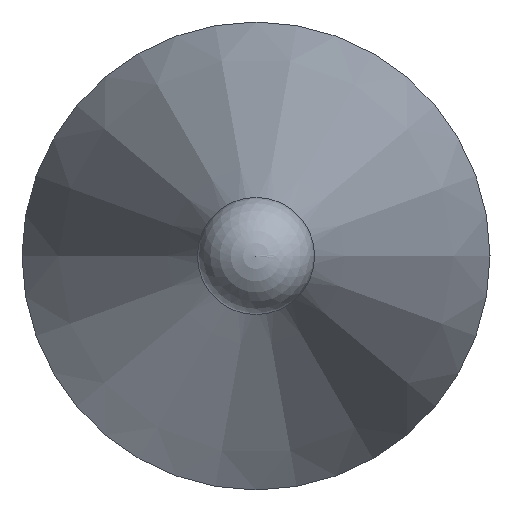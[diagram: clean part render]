
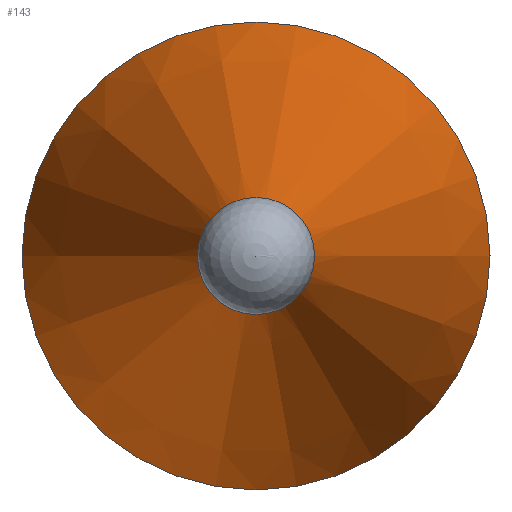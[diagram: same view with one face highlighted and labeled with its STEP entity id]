
A CAD part, front view. The second image highlights one B-rep face of the part: STEP entity #143.
In plain terms, the highlighted conical face has half-angle 15 degrees and reference radius 0.45 mm.
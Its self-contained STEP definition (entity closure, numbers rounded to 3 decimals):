
#109=CARTESIAN_POINT('',(-2.,15.785,0.0));
#110=VERTEX_POINT('',#109);
#111=CARTESIAN_POINT('',(0.,15.785,0.0));
#112=DIRECTION('',(0.,1.0,0.0));
#113=DIRECTION('',(-1.0,0.,0.0));
#114=AXIS2_PLACEMENT_3D('',#111,#112,#113);
#115=CIRCLE('',#114,2.0);
#116=EDGE_CURVE('',#110,#110,#115,.T.);
#124=CARTESIAN_POINT('',(0.,10.0,0.0));
#125=DIRECTION('',(0.,1.0,0.0));
#126=DIRECTION('',(-1.0,0.,0.0));
#127=AXIS2_PLACEMENT_3D('',#124,#125,#126);
#128=CONICAL_SURFACE('',#127,0.45,15.);
#129=ORIENTED_EDGE('',*,*,#116,.F.);
#130=EDGE_LOOP('',(#129));
#131=FACE_OUTER_BOUND('',#130,.T.);
#132=CARTESIAN_POINT('',(-0.45,10.0,0.0));
#133=VERTEX_POINT('',#132);
#134=CARTESIAN_POINT('',(0.,10.0,0.0));
#135=DIRECTION('',(0.,1.0,0.0));
#136=DIRECTION('',(-1.0,0.,0.0));
#137=AXIS2_PLACEMENT_3D('',#134,#135,#136);
#138=CIRCLE('',#137,0.45);
#139=EDGE_CURVE('',#133,#133,#138,.T.);
#140=ORIENTED_EDGE('',*,*,#139,.T.);
#141=EDGE_LOOP('',(#140));
#142=FACE_BOUND('',#141,.T.);
#143=ADVANCED_FACE('',(#131,#142),#128,.T.);
